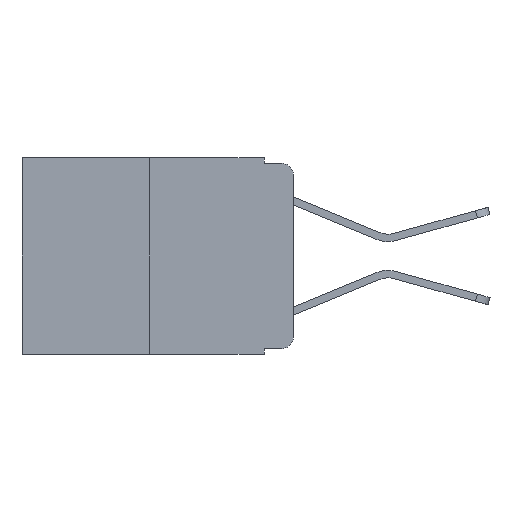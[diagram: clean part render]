
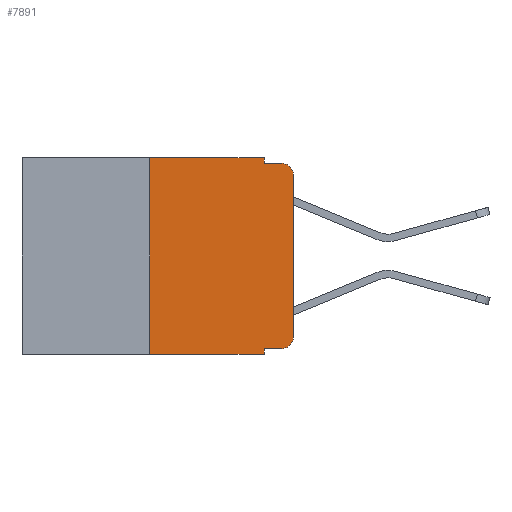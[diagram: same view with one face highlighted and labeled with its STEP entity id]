
A CAD part, left-side view. The second image highlights one B-rep face of the part: STEP entity #7891.
In plain terms, the highlighted planar face has unit normal (-1, 0, 0).
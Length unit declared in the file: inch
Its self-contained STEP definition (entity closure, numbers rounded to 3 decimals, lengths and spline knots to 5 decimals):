
#223 = VERTEX_POINT ( 'NONE', #20541 ) ;
#457 = VERTEX_POINT ( 'NONE', #19226 ) ;
#545 = DIRECTION ( 'NONE',  ( 0., -1., 0. ) ) ;
#635 = VERTEX_POINT ( 'NONE', #19721 ) ;
#661 = ORIENTED_EDGE ( 'NONE', *, *, #1844, .T. ) ;
#701 = CARTESIAN_POINT ( 'NONE',  ( 0., 0.473, 0. ) ) ;
#799 = EDGE_CURVE ( 'NONE', #635, #8520, #13306, .T. ) ;
#858 = VECTOR ( 'NONE', #3504, 39.37008 ) ;
#1012 = FACE_OUTER_BOUND ( 'NONE', #16591, .T. ) ;
#1199 = LINE ( 'NONE', #3122, #2386 ) ;
#1239 = DIRECTION ( 'NONE',  ( -1., 0., 0. ) ) ;
#1386 = DIRECTION ( 'NONE',  ( 0., 0., 1. ) ) ;
#1499 = DIRECTION ( 'NONE',  ( 0., 0., -1. ) ) ;
#1844 = EDGE_CURVE ( 'NONE', #4204, #635, #16514, .T. ) ;
#2330 = CARTESIAN_POINT ( 'NONE',  ( 0., 0., -0.03 ) ) ;
#2386 = VECTOR ( 'NONE', #1386, 39.37008 ) ;
#2989 = DIRECTION ( 'NONE',  ( 0., 0., -1. ) ) ;
#3019 = LINE ( 'NONE', #13025, #11867 ) ;
#3122 = CARTESIAN_POINT ( 'NONE',  ( 0., 0.25, 0. ) ) ;
#3401 = VERTEX_POINT ( 'NONE', #23203 ) ;
#3445 = CARTESIAN_POINT ( 'NONE',  ( 0., 0.02, -0.333 ) ) ;
#3504 = DIRECTION ( 'NONE',  ( 0., 0., 1. ) ) ;
#4204 = VERTEX_POINT ( 'NONE', #3445 ) ;
#4821 = EDGE_CURVE ( 'NONE', #457, #10909, #12180, .T. ) ;
#4986 = AXIS2_PLACEMENT_3D ( 'NONE', #8065, #7825, #22916 ) ;
#5450 = LINE ( 'NONE', #5591, #5737 ) ;
#5509 = DIRECTION ( 'NONE',  ( 0., -1., 0. ) ) ;
#5591 = CARTESIAN_POINT ( 'NONE',  ( 0., 0.473, 0. ) ) ;
#5737 = VECTOR ( 'NONE', #5509, 39.37008 ) ;
#6202 = VECTOR ( 'NONE', #1499, 39.37008 ) ;
#6705 = LINE ( 'NONE', #7989, #21779 ) ;
#6855 = CARTESIAN_POINT ( 'NONE',  ( 0., 0.02, -0.313 ) ) ;
#7301 = CARTESIAN_POINT ( 'NONE',  ( 0., 0., 0. ) ) ;
#7418 = EDGE_CURVE ( 'NONE', #20689, #223, #6705, .T. ) ;
#7793 = CARTESIAN_POINT ( 'NONE',  ( 0., 0.25, -0.343 ) ) ;
#7825 = DIRECTION ( 'NONE',  ( -1., 0., 0. ) ) ;
#7891 = ADVANCED_FACE ( 'NONE', ( #1012 ), #9945, .F. ) ;
#7989 = CARTESIAN_POINT ( 'NONE',  ( 0., 0.473, -0.343 ) ) ;
#8012 = ORIENTED_EDGE ( 'NONE', *, *, #4821, .F. ) ;
#8065 = CARTESIAN_POINT ( 'NONE',  ( 0., 0.02, -0.03 ) ) ;
#8330 = ORIENTED_EDGE ( 'NONE', *, *, #799, .T. ) ;
#8487 = ORIENTED_EDGE ( 'NONE', *, *, #7418, .T. ) ;
#8520 = VERTEX_POINT ( 'NONE', #2330 ) ;
#8792 = EDGE_CURVE ( 'NONE', #20689, #20298, #1199, .T. ) ;
#9279 = DIRECTION ( 'NONE',  ( 0., -1., 0. ) ) ;
#9945 = PLANE ( 'NONE',  #17786 ) ;
#10909 = VERTEX_POINT ( 'NONE', #17176 ) ;
#10974 = CARTESIAN_POINT ( 'NONE',  ( 0., 0.051, -0.333 ) ) ;
#11298 = VECTOR ( 'NONE', #9279, 39.37008 ) ;
#11734 = CARTESIAN_POINT ( 'NONE',  ( 0., 0.25, 0. ) ) ;
#11867 = VECTOR ( 'NONE', #16680, 39.37008 ) ;
#12094 = DIRECTION ( 'NONE',  ( 0., 0., -1. ) ) ;
#12180 = LINE ( 'NONE', #16253, #16044 ) ;
#12505 = CARTESIAN_POINT ( 'NONE',  ( 0., 0.051, 0. ) ) ;
#12755 = ORIENTED_EDGE ( 'NONE', *, *, #13985, .T. ) ;
#13025 = CARTESIAN_POINT ( 'NONE',  ( 0., 0.051, 0. ) ) ;
#13306 = LINE ( 'NONE', #7301, #858 ) ;
#13658 = EDGE_CURVE ( 'NONE', #8520, #10909, #23994, .T. ) ;
#13985 = EDGE_CURVE ( 'NONE', #22571, #4204, #16948, .T. ) ;
#14188 = DIRECTION ( 'NONE',  ( 0., -1., 0. ) ) ;
#14458 = AXIS2_PLACEMENT_3D ( 'NONE', #6855, #1239, #2989 ) ;
#15206 = ORIENTED_EDGE ( 'NONE', *, *, #13658, .T. ) ;
#15501 = DIRECTION ( 'NONE',  ( 1., 0., 0. ) ) ;
#15702 = EDGE_CURVE ( 'NONE', #22571, #223, #3019, .T. ) ;
#16021 = ORIENTED_EDGE ( 'NONE', *, *, #8792, .F. ) ;
#16044 = VECTOR ( 'NONE', #14188, 39.37008 ) ;
#16201 = EDGE_CURVE ( 'NONE', #3401, #457, #20104, .T. ) ;
#16253 = CARTESIAN_POINT ( 'NONE',  ( 0., 0.051, -0.01 ) ) ;
#16514 = CIRCLE ( 'NONE', #14458, 0.02 ) ;
#16591 = EDGE_LOOP ( 'NONE', ( #8330, #15206, #8012, #18147, #23027, #16021, #8487, #16605, #12755, #661 ) ) ;
#16605 = ORIENTED_EDGE ( 'NONE', *, *, #15702, .F. ) ;
#16680 = DIRECTION ( 'NONE',  ( 0., 0., -1. ) ) ;
#16948 = LINE ( 'NONE', #20424, #11298 ) ;
#17176 = CARTESIAN_POINT ( 'NONE',  ( 0., 0.02, -0.01 ) ) ;
#17786 = AXIS2_PLACEMENT_3D ( 'NONE', #701, #15501, #12094 ) ;
#18147 = ORIENTED_EDGE ( 'NONE', *, *, #16201, .F. ) ;
#19226 = CARTESIAN_POINT ( 'NONE',  ( 0., 0.051, -0.01 ) ) ;
#19721 = CARTESIAN_POINT ( 'NONE',  ( 0., 0., -0.313 ) ) ;
#20104 = LINE ( 'NONE', #12505, #6202 ) ;
#20298 = VERTEX_POINT ( 'NONE', #11734 ) ;
#20424 = CARTESIAN_POINT ( 'NONE',  ( 0., 0.051, -0.333 ) ) ;
#20541 = CARTESIAN_POINT ( 'NONE',  ( 0., 0.051, -0.343 ) ) ;
#20689 = VERTEX_POINT ( 'NONE', #7793 ) ;
#21779 = VECTOR ( 'NONE', #545, 39.37008 ) ;
#22571 = VERTEX_POINT ( 'NONE', #10974 ) ;
#22689 = EDGE_CURVE ( 'NONE', #20298, #3401, #5450, .T. ) ;
#22916 = DIRECTION ( 'NONE',  ( 0., 0., -1. ) ) ;
#23027 = ORIENTED_EDGE ( 'NONE', *, *, #22689, .F. ) ;
#23203 = CARTESIAN_POINT ( 'NONE',  ( 0., 0.051, 0. ) ) ;
#23994 = CIRCLE ( 'NONE', #4986, 0.02 ) ;
